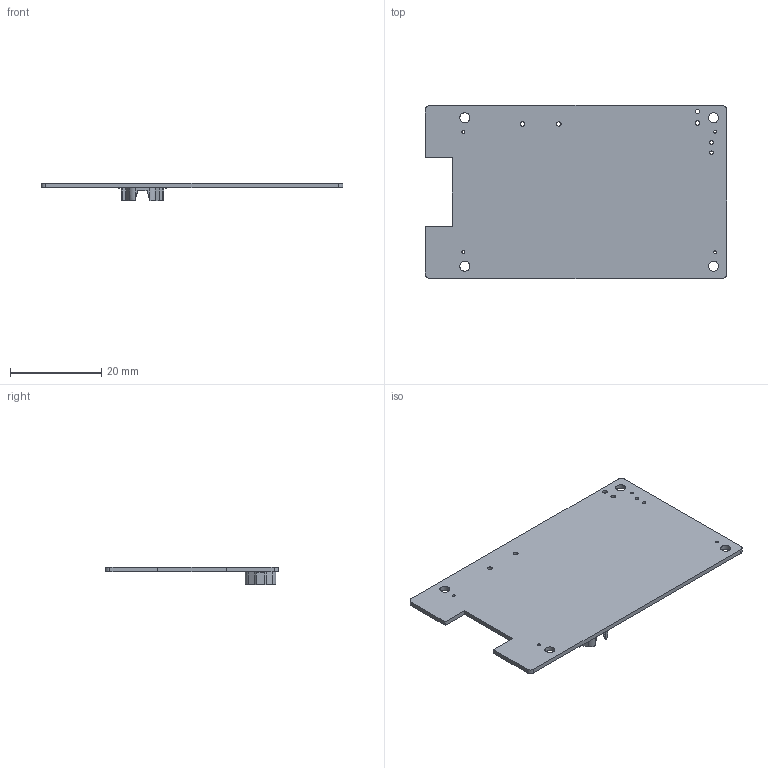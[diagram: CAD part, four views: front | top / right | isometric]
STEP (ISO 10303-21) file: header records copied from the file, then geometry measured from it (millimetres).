
FILE_DESCRIPTION(('Open CASCADE Model'),'2;1');
FILE_NAME('Open CASCADE Shape Model','2022-08-17T19:46:03',('Author'),( 'Open CASCADE'),'Open CASCADE STEP processor 6.8','Open CASCADE 6.8' ,'Unknown');
FILE_SCHEMA(('AUTOMOTIVE_DESIGN { 1 0 10303 214 1 1 1 1 }'));
Length unit declared in the file: millimetre
Products named in the file (5): PCB; Board; Open CASCADE STEP translator 6.8 1.1.1; BAT1; BAT-Holdeer
Assembly tree (4 placements, depth 3):
  PCB
    Board
      Open CASCADE STEP translator 6.8 1.1.1
    BAT1
      BAT-Holdeer
Bounding box: 66.2 x 38 x 3.79 mm (x, y, z)
Volume: 2430.5 mm3; surface area: 5276.2 mm2
Topology: 2 solids, 2 shells, 67 faces, 189 edges, 126 vertices
Faces by surface type: plane 42, cylinder 25
Full cylindrical faces by diameter (mm): 0.6 x4, 0.8 x2, 1 x4, 2.2 x4
Entity records: 2320 total; most frequent: CARTESIAN_POINT 411, ORIENTED_EDGE 378, DIRECTION 375, EDGE_CURVE 189, LINE 131, VECTOR 131, VERTEX_POINT 126, AXIS2_PLACEMENT_3D 122
